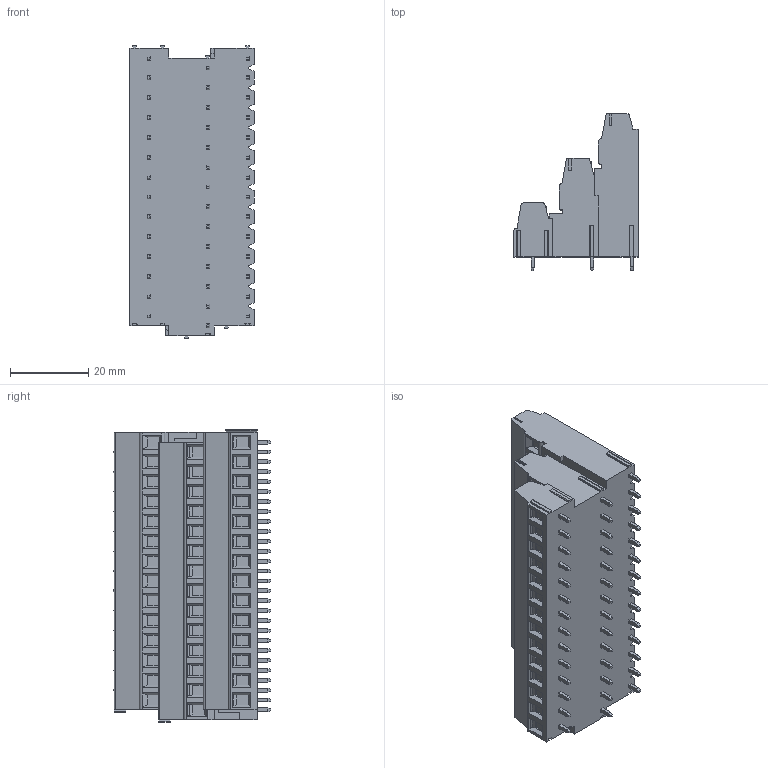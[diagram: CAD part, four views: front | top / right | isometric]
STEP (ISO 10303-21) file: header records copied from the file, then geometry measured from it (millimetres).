
FILE_DESCRIPTION((''),'2;1');
FILE_NAME('3L','2025-02-28T',('yanfa'),(''),'PRO/ENGINEER BY PARAMETRIC TECHNOLOGY CORPORATION, 2009280','PRO/ENGINEER BY PARAMETRIC TECHNOLOGY CORPORATION, 2009280','');
FILE_SCHEMA(('AUTOMOTIVE_DESIGN_CC2 { 1 2 10303 214 -1 1 5 2 }'));
Length unit declared in the file: millimetre
Products named in the file (1): 3L
Bounding box: 31.8 x 40.3 x 74.86 mm (x, y, z)
Volume: 49639.5 mm3; surface area: 16044.1 mm2
Topology: 1 solids, 1 shells, 2083 faces, 5151 edges, 3197 vertices
Faces by surface type: plane 1346, cylinder 431, cone 168, torus 84, sphere 54
Entity records: 61355 total; most frequent: CARTESIAN_POINT 11971, ORIENTED_EDGE 10250, DIRECTION 10121, EDGE_CURVE 5125, VECTOR 3679, LINE 3679, AXIS2_PLACEMENT_3D 3221, VERTEX_POINT 3197
